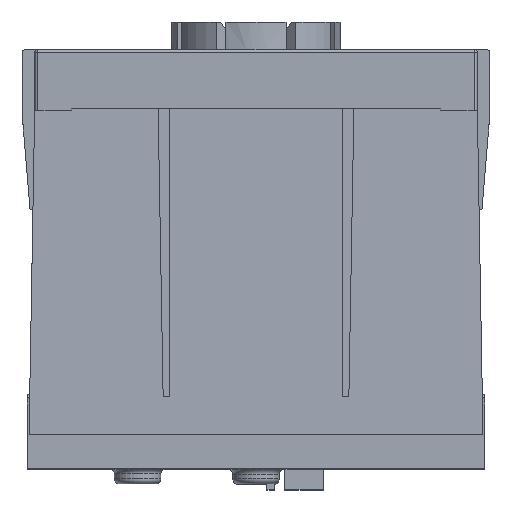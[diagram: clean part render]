
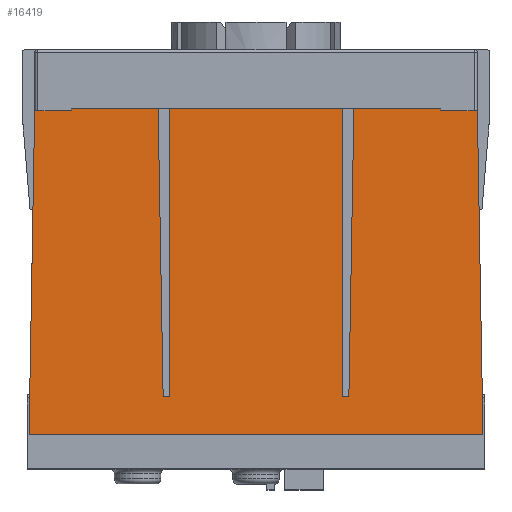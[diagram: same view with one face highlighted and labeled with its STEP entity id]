
A CAD part, top view. The second image highlights one B-rep face of the part: STEP entity #16419.
In plain terms, the highlighted planar face has unit normal (0, 0.018, 1).
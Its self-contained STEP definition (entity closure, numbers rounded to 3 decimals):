
#1455=FACE_OUTER_BOUND($,#2354,.T.);
#2354=EDGE_LOOP($,(#12942,#12943,#12944,#12945,#12946,#12947,#12948,#12949,
#12950,#12951,#12952,#12953,#12954,#12955,#12956,#12957,#12958,#12959,#12960,
#12961));
#3117=LINE($,#23529,#4938);
#3262=LINE($,#23860,#5083);
#3381=LINE($,#24112,#5202);
#3388=LINE($,#24126,#5209);
#3736=LINE($,#25241,#5557);
#4026=LINE($,#25888,#5847);
#4027=LINE($,#25890,#5848);
#4028=LINE($,#25892,#5849);
#4029=LINE($,#25894,#5850);
#4030=LINE($,#25896,#5851);
#4031=LINE($,#25898,#5852);
#4032=LINE($,#25900,#5853);
#4033=LINE($,#25902,#5854);
#4034=LINE($,#25904,#5855);
#4035=LINE($,#25906,#5856);
#4036=LINE($,#25908,#5857);
#4037=LINE($,#25910,#5858);
#4038=LINE($,#25912,#5859);
#4039=LINE($,#25914,#5860);
#4040=LINE($,#25915,#5861);
#4938=VECTOR($,#18755,33.01);
#5083=VECTOR($,#18972,33.01);
#5202=VECTOR($,#19151,0.024);
#5209=VECTOR($,#19164,0.024);
#5557=VECTOR($,#20008,46.);
#5847=VECTOR($,#20688,0.2);
#5848=VECTOR($,#20689,0.2);
#5849=VECTOR($,#20690,3.7);
#5850=VECTOR($,#20691,0.2);
#5851=VECTOR($,#20692,8.78);
#5852=VECTOR($,#20693,29.209);
#5853=VECTOR($,#20694,0.66);
#5854=VECTOR($,#20695,29.204);
#5855=VECTOR($,#20696,17.5);
#5856=VECTOR($,#20697,29.204);
#5857=VECTOR($,#20698,0.66);
#5858=VECTOR($,#20699,29.209);
#5859=VECTOR($,#20700,8.78);
#5860=VECTOR($,#20701,0.2);
#5861=VECTOR($,#20702,3.7);
#6566=VERTEX_POINT($,#23068);
#6577=VERTEX_POINT($,#23090);
#6758=VERTEX_POINT($,#23528);
#6889=VERTEX_POINT($,#23858);
#6988=VERTEX_POINT($,#24110);
#6992=VERTEX_POINT($,#24123);
#7440=VERTEX_POINT($,#25887);
#7441=VERTEX_POINT($,#25889);
#7442=VERTEX_POINT($,#25891);
#7443=VERTEX_POINT($,#25893);
#7444=VERTEX_POINT($,#25895);
#7445=VERTEX_POINT($,#25897);
#7446=VERTEX_POINT($,#25899);
#7447=VERTEX_POINT($,#25901);
#7448=VERTEX_POINT($,#25903);
#7449=VERTEX_POINT($,#25905);
#7450=VERTEX_POINT($,#25907);
#7451=VERTEX_POINT($,#25909);
#7452=VERTEX_POINT($,#25911);
#7453=VERTEX_POINT($,#25913);
#8383=EDGE_CURVE($,#6758,#6566,#3117,.T.);
#8543=EDGE_CURVE($,#6577,#6889,#3262,.T.);
#8672=EDGE_CURVE($,#6889,#6988,#3381,.T.);
#8679=EDGE_CURVE($,#6992,#6758,#3388,.T.);
#9139=EDGE_CURVE($,#6566,#6577,#3736,.T.);
#9462=EDGE_CURVE($,#6992,#7440,#4026,.T.);
#9463=EDGE_CURVE($,#7441,#6988,#4027,.T.);
#9464=EDGE_CURVE($,#7442,#7441,#4028,.T.);
#9465=EDGE_CURVE($,#7443,#7442,#4029,.T.);
#9466=EDGE_CURVE($,#7444,#7443,#4030,.T.);
#9467=EDGE_CURVE($,#7444,#7445,#4031,.T.);
#9468=EDGE_CURVE($,#7446,#7445,#4032,.T.);
#9469=EDGE_CURVE($,#7447,#7446,#4033,.T.);
#9470=EDGE_CURVE($,#7448,#7447,#4034,.T.);
#9471=EDGE_CURVE($,#7448,#7449,#4035,.T.);
#9472=EDGE_CURVE($,#7450,#7449,#4036,.T.);
#9473=EDGE_CURVE($,#7451,#7450,#4037,.T.);
#9474=EDGE_CURVE($,#7452,#7451,#4038,.T.);
#9475=EDGE_CURVE($,#7453,#7452,#4039,.T.);
#9476=EDGE_CURVE($,#7440,#7453,#4040,.T.);
#12942=ORIENTED_EDGE($,*,*,#9462,.F.);
#12943=ORIENTED_EDGE($,*,*,#8679,.T.);
#12944=ORIENTED_EDGE($,*,*,#8383,.T.);
#12945=ORIENTED_EDGE($,*,*,#9139,.T.);
#12946=ORIENTED_EDGE($,*,*,#8543,.T.);
#12947=ORIENTED_EDGE($,*,*,#8672,.T.);
#12948=ORIENTED_EDGE($,*,*,#9463,.F.);
#12949=ORIENTED_EDGE($,*,*,#9464,.F.);
#12950=ORIENTED_EDGE($,*,*,#9465,.F.);
#12951=ORIENTED_EDGE($,*,*,#9466,.F.);
#12952=ORIENTED_EDGE($,*,*,#9467,.T.);
#12953=ORIENTED_EDGE($,*,*,#9468,.F.);
#12954=ORIENTED_EDGE($,*,*,#9469,.F.);
#12955=ORIENTED_EDGE($,*,*,#9470,.F.);
#12956=ORIENTED_EDGE($,*,*,#9471,.T.);
#12957=ORIENTED_EDGE($,*,*,#9472,.F.);
#12958=ORIENTED_EDGE($,*,*,#9473,.F.);
#12959=ORIENTED_EDGE($,*,*,#9474,.F.);
#12960=ORIENTED_EDGE($,*,*,#9475,.F.);
#12961=ORIENTED_EDGE($,*,*,#9476,.F.);
#15762=PLANE($,#17494);
#16419=ADVANCED_FACE($,(#1455),#15762,.T.);
#17494=AXIS2_PLACEMENT_3D($,#25886,#20686,#20687);
#18755=DIRECTION($,(-0.017,-1.,0.017));
#18972=DIRECTION($,(-0.017,1.,-0.017));
#19151=DIRECTION($,(-1.,0.,0.));
#19164=DIRECTION($,(-1.,0.,0.));
#20008=DIRECTION($,(1.,0.,0.));
#20686=DIRECTION('center_axis',(0.,0.017,
1.));
#20687=DIRECTION('ref_axis',(1.,0.,0.));
#20688=DIRECTION($,(0.,-1.,0.017));
#20689=DIRECTION($,(0.,1.,-0.017));
#20690=DIRECTION($,(1.,0.,0.));
#20691=DIRECTION($,(0.,-1.,0.017));
#20692=DIRECTION($,(1.,0.,0.));
#20693=DIRECTION($,(-0.017,-1.,0.017));
#20694=DIRECTION($,(1.,0.,0.));
#20695=DIRECTION($,(0.,-1.,0.017));
#20696=DIRECTION($,(1.,0.,0.));
#20697=DIRECTION($,(0.,-1.,0.017));
#20698=DIRECTION($,(1.,0.,0.));
#20699=DIRECTION($,(0.017,-1.,0.017));
#20700=DIRECTION($,(1.,0.,0.));
#20701=DIRECTION($,(0.,1.,-0.017));
#20702=DIRECTION($,(1.,0.,0.));
#23068=CARTESIAN_POINT('',(273.886,-883.502,70.4));
#23090=CARTESIAN_POINT('',(319.886,-883.502,70.4));
#23528=CARTESIAN_POINT('',(274.462,-850.502,69.824));
#23529=CARTESIAN_POINT($,(274.462,-850.502,69.824));
#23858=CARTESIAN_POINT('',(319.31,-850.502,69.824));
#23860=CARTESIAN_POINT($,(319.886,-883.502,70.4));
#24110=CARTESIAN_POINT('',(319.286,-850.502,69.824));
#24112=CARTESIAN_POINT($,(319.31,-850.502,69.824));
#24123=CARTESIAN_POINT('',(274.486,-850.502,69.824));
#24126=CARTESIAN_POINT($,(286.966,-850.502,69.824));
#25241=CARTESIAN_POINT($,(273.886,-883.502,70.4));
#25886=CARTESIAN_POINT('Origin',(271.586,-885.152,70.429));
#25887=CARTESIAN_POINT('',(274.486,-850.702,69.827));
#25888=CARTESIAN_POINT($,(274.486,-867.933,70.128));
#25889=CARTESIAN_POINT('',(319.286,-850.702,69.827));
#25890=CARTESIAN_POINT($,(319.286,-867.671,70.124));
#25891=CARTESIAN_POINT('',(315.586,-850.702,69.827));
#25892=CARTESIAN_POINT($,(284.236,-850.702,69.827));
#25893=CARTESIAN_POINT('',(315.586,-850.502,69.824));
#25894=CARTESIAN_POINT($,(315.586,-867.671,70.124));
#25895=CARTESIAN_POINT('',(306.806,-850.502,69.824));
#25896=CARTESIAN_POINT($,(284.236,-850.502,69.824));
#25897=CARTESIAN_POINT('',(306.296,-879.702,70.334));
#25898=CARTESIAN_POINT($,(306.806,-850.502,69.824));
#25899=CARTESIAN_POINT('',(305.636,-879.702,70.334));
#25900=CARTESIAN_POINT($,(305.636,-879.702,70.334));
#25901=CARTESIAN_POINT('',(305.636,-850.502,69.824));
#25902=CARTESIAN_POINT($,(305.636,-850.502,69.824));
#25903=CARTESIAN_POINT('',(288.136,-850.502,69.824));
#25904=CARTESIAN_POINT($,(284.236,-850.502,69.824));
#25905=CARTESIAN_POINT('',(288.136,-879.702,70.334));
#25906=CARTESIAN_POINT($,(288.136,-850.502,69.824));
#25907=CARTESIAN_POINT('',(287.475,-879.702,70.334));
#25908=CARTESIAN_POINT($,(287.475,-879.702,70.334));
#25909=CARTESIAN_POINT('',(286.966,-850.502,69.824));
#25910=CARTESIAN_POINT($,(286.966,-850.502,69.824));
#25911=CARTESIAN_POINT('',(278.186,-850.502,69.824));
#25912=CARTESIAN_POINT($,(284.236,-850.502,69.824));
#25913=CARTESIAN_POINT('',(278.186,-850.702,69.827));
#25914=CARTESIAN_POINT($,(278.186,-867.933,70.128));
#25915=CARTESIAN_POINT($,(284.236,-850.702,69.827));
